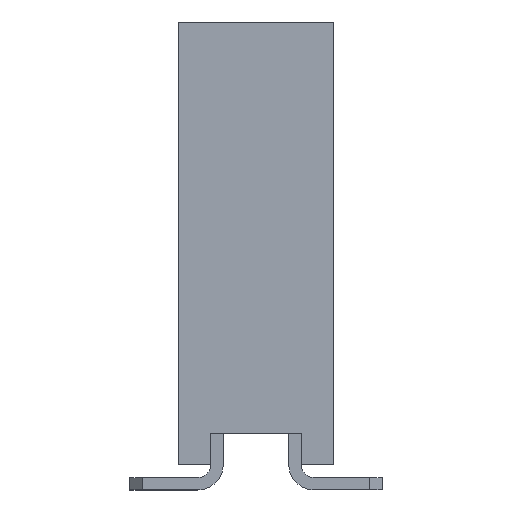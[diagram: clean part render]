
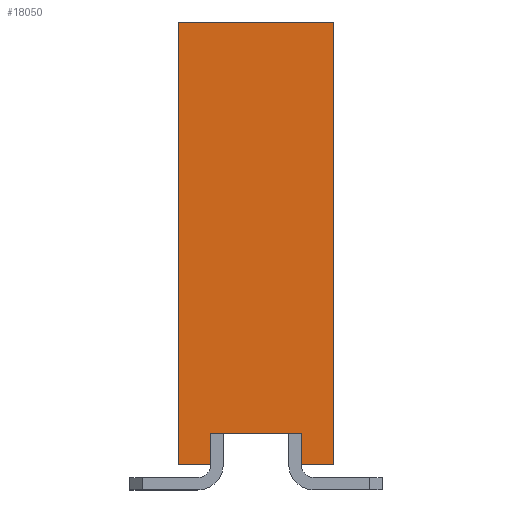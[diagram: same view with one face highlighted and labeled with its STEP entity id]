
A CAD part, front view. The second image highlights one B-rep face of the part: STEP entity #18050.
In plain terms, the highlighted face is planar.
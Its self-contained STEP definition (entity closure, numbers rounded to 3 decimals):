
#6184=ORIENTED_EDGE('',*,*,#9030,.T.);
#6185=ORIENTED_EDGE('',*,*,#9040,.T.);
#6186=ORIENTED_EDGE('',*,*,#8978,.T.);
#6187=ORIENTED_EDGE('',*,*,#9041,.T.);
#6188=ORIENTED_EDGE('',*,*,#9034,.T.);
#6189=ORIENTED_EDGE('',*,*,#9042,.F.);
#6190=ORIENTED_EDGE('',*,*,#9038,.F.);
#6191=ORIENTED_EDGE('',*,*,#9043,.T.);
#8978=EDGE_CURVE('',#10731,#10730,#12546,.T.);
#9030=EDGE_CURVE('',#10735,#10734,#12598,.T.);
#9034=EDGE_CURVE('',#10739,#10738,#12602,.T.);
#9038=EDGE_CURVE('',#10742,#10743,#12606,.T.);
#9040=EDGE_CURVE('',#10734,#10731,#12608,.T.);
#9041=EDGE_CURVE('',#10730,#10739,#12609,.T.);
#9042=EDGE_CURVE('',#10743,#10738,#12610,.T.);
#9043=EDGE_CURVE('',#10742,#10735,#12611,.T.);
#10730=VERTEX_POINT('',#30485);
#10731=VERTEX_POINT('',#30487);
#10734=VERTEX_POINT('',#30542);
#10735=VERTEX_POINT('',#30544);
#10738=VERTEX_POINT('',#30551);
#10739=VERTEX_POINT('',#30553);
#10742=VERTEX_POINT('',#30560);
#10743=VERTEX_POINT('',#30562);
#12546=LINE('',#30486,#14418);
#12598=LINE('',#30543,#14470);
#12602=LINE('',#30552,#14474);
#12606=LINE('',#30561,#14478);
#12608=LINE('',#30565,#14480);
#12609=LINE('',#30566,#14481);
#12610=LINE('',#30567,#14482);
#12611=LINE('',#30568,#14483);
#14418=VECTOR('',#24581,1000.);
#14470=VECTOR('',#24635,1000.);
#14474=VECTOR('',#24641,1000.);
#14478=VECTOR('',#24647,1000.);
#14480=VECTOR('',#24651,1000.);
#14481=VECTOR('',#24652,1000.);
#14482=VECTOR('',#24653,1000.);
#14483=VECTOR('',#24654,1000.);
#15428=EDGE_LOOP('',(#6184,#6185,#6186,#6187,#6188,#6189,#6190,#6191));
#16422=FACE_BOUND('',#15428,.T.);
#17080=PLANE('',#19720);
#18050=ADVANCED_FACE('',(#16422),#17080,.F.);
#19720=AXIS2_PLACEMENT_3D('',#30564,#24649,#24650);
#24581=DIRECTION('',(0.,0.,-1.));
#24635=DIRECTION('',(0.,0.,1.));
#24641=DIRECTION('',(0.,0.,1.));
#24647=DIRECTION('',(0.,0.,1.));
#24649=DIRECTION('',(-1.,0.,0.));
#24650=DIRECTION('',(0.,0.,1.));
#24651=DIRECTION('',(0.,1.,0.));
#24652=DIRECTION('',(0.,1.,0.));
#24653=DIRECTION('',(0.,1.,0.));
#24654=DIRECTION('',(0.,1.,0.));
#30485=CARTESIAN_POINT('',(15.49,0.725,-3.55));
#30486=CARTESIAN_POINT('',(15.49,0.725,-3.05));
#30487=CARTESIAN_POINT('',(15.49,0.725,-3.05));
#30542=CARTESIAN_POINT('',(15.49,-0.725,-3.05));
#30543=CARTESIAN_POINT('',(15.49,-0.725,-3.55));
#30544=CARTESIAN_POINT('',(15.49,-0.725,-3.55));
#30551=CARTESIAN_POINT('',(15.49,1.25,3.55));
#30552=CARTESIAN_POINT('',(15.49,1.25,-3.55));
#30553=CARTESIAN_POINT('',(15.49,1.25,-3.55));
#30560=CARTESIAN_POINT('',(15.49,-1.25,-3.55));
#30561=CARTESIAN_POINT('',(15.49,-1.25,-3.55));
#30562=CARTESIAN_POINT('',(15.49,-1.25,3.55));
#30564=CARTESIAN_POINT('',(15.49,-1.25,-3.55));
#30565=CARTESIAN_POINT('',(15.49,-0.725,-3.05));
#30566=CARTESIAN_POINT('',(15.49,-1.25,-3.55));
#30567=CARTESIAN_POINT('',(15.49,-1.25,3.55));
#30568=CARTESIAN_POINT('',(15.49,-1.25,-3.55));
